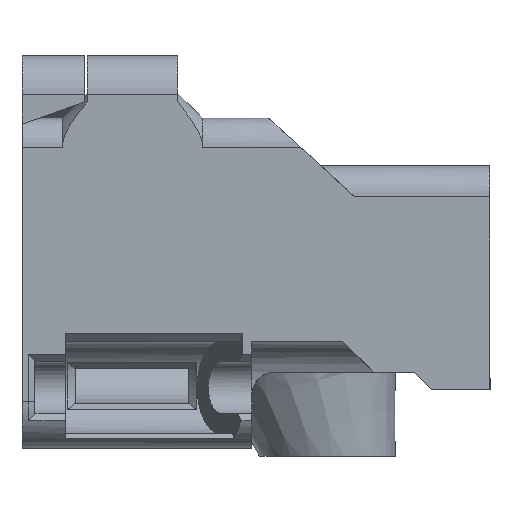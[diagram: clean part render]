
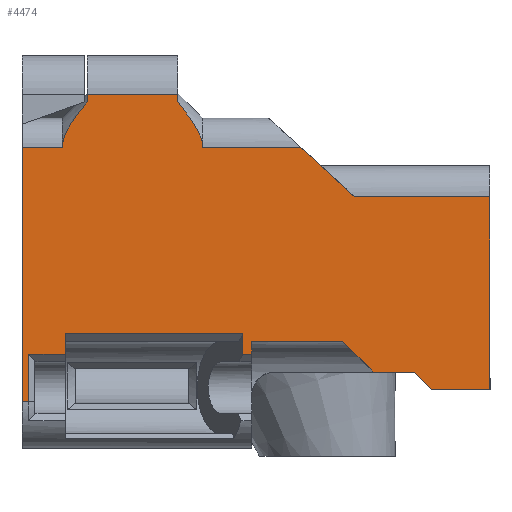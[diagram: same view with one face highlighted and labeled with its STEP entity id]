
A CAD part, left-side view. The second image highlights one B-rep face of the part: STEP entity #4474.
In plain terms, the highlighted planar face has unit normal (-1, 0, 0).
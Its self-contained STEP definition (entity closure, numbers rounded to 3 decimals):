
#65=(
BOUNDED_CURVE()
B_SPLINE_CURVE(2,(#7439,#7440,#7441),.UNSPECIFIED.,.F.,.F.)
B_SPLINE_CURVE_WITH_KNOTS((3,3),(0.339,0.678),
 .UNSPECIFIED.)
CURVE()
GEOMETRIC_REPRESENTATION_ITEM()
RATIONAL_B_SPLINE_CURVE((1.,1.192,1.))
REPRESENTATION_ITEM('')
);
#66=(
BOUNDED_CURVE()
B_SPLINE_CURVE(2,(#7454,#7455,#7456),.UNSPECIFIED.,.F.,.F.)
B_SPLINE_CURVE_WITH_KNOTS((3,3),(0.,0.339),
 .UNSPECIFIED.)
CURVE()
GEOMETRIC_REPRESENTATION_ITEM()
RATIONAL_B_SPLINE_CURVE((1.,1.192,1.))
REPRESENTATION_ITEM('')
);
#253=PLANE('',#4844);
#520=FACE_OUTER_BOUND('',#760,.T.);
#760=EDGE_LOOP('',(#4102,#4103,#4104,#4105,#4106,#4107,#4108,#4109,#4110,
#4111,#4112,#4113,#4114,#4115,#4116,#4117,#4118,#4119,#4120,#4121,#4122,
#4123,#4124,#4125));
#1020=LINE('',#6851,#1497);
#1061=LINE('',#7045,#1538);
#1176=LINE('',#7377,#1653);
#1183=LINE('',#7391,#1660);
#1185=LINE('',#7397,#1662);
#1188=LINE('',#7403,#1665);
#1189=LINE('',#7406,#1666);
#1191=LINE('',#7411,#1668);
#1194=LINE('',#7417,#1671);
#1196=LINE('',#7421,#1673);
#1197=LINE('',#7423,#1674);
#1198=LINE('',#7426,#1675);
#1199=LINE('',#7430,#1676);
#1201=LINE('',#7436,#1678);
#1202=LINE('',#7445,#1679);
#1203=LINE('',#7449,#1680);
#1208=LINE('',#7469,#1685);
#1214=LINE('',#7512,#1691);
#1216=LINE('',#7515,#1693);
#1226=LINE('',#7537,#1703);
#1227=LINE('',#7540,#1704);
#1228=LINE('',#7541,#1705);
#1497=VECTOR('',#5458,10.);
#1538=VECTOR('',#5557,10.);
#1653=VECTOR('',#5846,10.);
#1660=VECTOR('',#5855,10.);
#1662=VECTOR('',#5861,10.);
#1665=VECTOR('',#5868,10.);
#1666=VECTOR('',#5871,10.);
#1668=VECTOR('',#5877,10.);
#1671=VECTOR('',#5884,10.);
#1673=VECTOR('',#5888,10.);
#1674=VECTOR('',#5891,10.);
#1675=VECTOR('',#5894,10.);
#1676=VECTOR('',#5899,10.);
#1678=VECTOR('',#5907,10.);
#1679=VECTOR('',#5914,10.);
#1680=VECTOR('',#5919,10.);
#1685=VECTOR('',#5936,10.);
#1691=VECTOR('',#5958,10.);
#1693=VECTOR('',#5962,10.);
#1703=VECTOR('',#5984,10.);
#1704=VECTOR('',#5987,10.);
#1705=VECTOR('',#5988,10.);
#2059=VERTEX_POINT('',#6848);
#2060=VERTEX_POINT('',#6850);
#2109=VERTEX_POINT('',#7042);
#2110=VERTEX_POINT('',#7044);
#2179=VERTEX_POINT('',#7252);
#2212=VERTEX_POINT('',#7375);
#2216=VERTEX_POINT('',#7385);
#2218=VERTEX_POINT('',#7389);
#2220=VERTEX_POINT('',#7396);
#2221=VERTEX_POINT('',#7401);
#2222=VERTEX_POINT('',#7405);
#2223=VERTEX_POINT('',#7410);
#2224=VERTEX_POINT('',#7414);
#2225=VERTEX_POINT('',#7419);
#2226=VERTEX_POINT('',#7425);
#2227=VERTEX_POINT('',#7429);
#2228=VERTEX_POINT('',#7434);
#2229=VERTEX_POINT('',#7438);
#2230=VERTEX_POINT('',#7444);
#2231=VERTEX_POINT('',#7448);
#2232=VERTEX_POINT('',#7452);
#2233=VERTEX_POINT('',#7453);
#2244=VERTEX_POINT('',#7535);
#2245=VERTEX_POINT('',#7539);
#2594=EDGE_CURVE('',#2059,#2060,#1020,.T.);
#2658=EDGE_CURVE('',#2109,#2110,#1061,.T.);
#2814=EDGE_CURVE('',#2059,#2212,#1176,.F.);
#2821=EDGE_CURVE('',#2218,#2216,#1183,.T.);
#2824=EDGE_CURVE('',#2216,#2220,#1185,.T.);
#2828=EDGE_CURVE('',#2221,#2220,#1188,.T.);
#2829=EDGE_CURVE('',#2221,#2222,#1189,.T.);
#2832=EDGE_CURVE('',#2223,#2222,#1191,.T.);
#2836=EDGE_CURVE('',#2223,#2224,#1194,.T.);
#2838=EDGE_CURVE('',#2225,#2224,#1196,.T.);
#2839=EDGE_CURVE('',#2179,#2225,#1197,.T.);
#2840=EDGE_CURVE('',#2226,#2179,#1198,.T.);
#2842=EDGE_CURVE('',#2226,#2227,#1199,.T.);
#2846=EDGE_CURVE('',#2227,#2228,#1201,.T.);
#2847=EDGE_CURVE('',#2228,#2229,#65,.T.);
#2849=EDGE_CURVE('',#2230,#2229,#1202,.T.);
#2851=EDGE_CURVE('',#2230,#2231,#1203,.T.);
#2853=EDGE_CURVE('',#2232,#2233,#66,.T.);
#2860=EDGE_CURVE('',#2232,#2231,#1208,.T.);
#2869=EDGE_CURVE('',#2110,#2218,#1214,.T.);
#2871=EDGE_CURVE('',#2060,#2109,#1216,.T.);
#2882=EDGE_CURVE('',#2212,#2244,#1226,.T.);
#2883=EDGE_CURVE('',#2244,#2245,#1227,.T.);
#2884=EDGE_CURVE('',#2233,#2245,#1228,.T.);
#4102=ORIENTED_EDGE('',*,*,#2883,.T.);
#4103=ORIENTED_EDGE('',*,*,#2884,.F.);
#4104=ORIENTED_EDGE('',*,*,#2853,.F.);
#4105=ORIENTED_EDGE('',*,*,#2860,.T.);
#4106=ORIENTED_EDGE('',*,*,#2851,.F.);
#4107=ORIENTED_EDGE('',*,*,#2849,.T.);
#4108=ORIENTED_EDGE('',*,*,#2847,.F.);
#4109=ORIENTED_EDGE('',*,*,#2846,.F.);
#4110=ORIENTED_EDGE('',*,*,#2842,.F.);
#4111=ORIENTED_EDGE('',*,*,#2840,.T.);
#4112=ORIENTED_EDGE('',*,*,#2839,.T.);
#4113=ORIENTED_EDGE('',*,*,#2838,.T.);
#4114=ORIENTED_EDGE('',*,*,#2836,.F.);
#4115=ORIENTED_EDGE('',*,*,#2832,.T.);
#4116=ORIENTED_EDGE('',*,*,#2829,.F.);
#4117=ORIENTED_EDGE('',*,*,#2828,.T.);
#4118=ORIENTED_EDGE('',*,*,#2824,.F.);
#4119=ORIENTED_EDGE('',*,*,#2821,.F.);
#4120=ORIENTED_EDGE('',*,*,#2869,.F.);
#4121=ORIENTED_EDGE('',*,*,#2658,.F.);
#4122=ORIENTED_EDGE('',*,*,#2871,.F.);
#4123=ORIENTED_EDGE('',*,*,#2594,.F.);
#4124=ORIENTED_EDGE('',*,*,#2814,.T.);
#4125=ORIENTED_EDGE('',*,*,#2882,.T.);
#4474=ADVANCED_FACE('',(#520),#253,.F.);
#4844=AXIS2_PLACEMENT_3D('',#7538,#5985,#5986);
#5458=DIRECTION('',(0.,1.,0.));
#5557=DIRECTION('',(0.,1.,0.));
#5846=DIRECTION('',(0.,0.,-1.));
#5855=DIRECTION('',(0.,1.,0.));
#5861=DIRECTION('',(0.,0.,-1.));
#5868=DIRECTION('',(0.,-1.,0.));
#5871=DIRECTION('',(0.,0.,1.));
#5877=DIRECTION('',(0.,-1.,0.));
#5884=DIRECTION('',(0.,0.,-1.));
#5888=DIRECTION('',(0.,-1.,0.));
#5891=DIRECTION('',(0.,0.,1.));
#5894=DIRECTION('',(0.,-1.,0.));
#5899=DIRECTION('',(0.,0.,1.));
#5907=DIRECTION('',(0.,-1.,0.));
#5914=DIRECTION('',(0.,0.,-1.));
#5919=DIRECTION('',(0.,-1.,0.));
#5936=DIRECTION('',(0.,0.,1.));
#5958=DIRECTION('',(0.,0.707,0.707));
#5962=DIRECTION('',(0.,0.707,0.707));
#5984=DIRECTION('',(0.,1.,0.));
#5985=DIRECTION('center_axis',(1.,0.,0.));
#5986=DIRECTION('ref_axis',(0.,-1.,0.));
#5987=DIRECTION('',(0.,0.739,0.674));
#5988=DIRECTION('',(0.,-1.,0.));
#6848=CARTESIAN_POINT('',(-122.009,-4.04,45.502));
#6850=CARTESIAN_POINT('',(-122.009,-0.29,45.502));
#6851=CARTESIAN_POINT('',(-122.009,11.94,45.502));
#7042=CARTESIAN_POINT('',(-122.009,0.833,46.625));
#7044=CARTESIAN_POINT('',(-122.009,3.465,46.625));
#7045=CARTESIAN_POINT('',(-122.009,4.415,46.625));
#7252=CARTESIAN_POINT('',(-122.009,25.592,44.719));
#7375=CARTESIAN_POINT('',(-122.009,-4.04,57.879));
#7377=CARTESIAN_POINT('',(-122.009,-4.04,50.044));
#7385=CARTESIAN_POINT('',(-122.009,11.266,48.575));
#7389=CARTESIAN_POINT('',(-122.009,5.415,48.575));
#7391=CARTESIAN_POINT('',(-122.009,25.483,48.575));
#7396=CARTESIAN_POINT('',(-122.009,11.266,47.775));
#7397=CARTESIAN_POINT('',(-122.009,11.266,45.886));
#7401=CARTESIAN_POINT('',(-122.009,11.844,47.775));
#7403=CARTESIAN_POINT('',(-122.009,25.483,47.775));
#7405=CARTESIAN_POINT('',(-122.009,11.844,49.075));
#7406=CARTESIAN_POINT('',(-122.009,11.844,45.886));
#7410=CARTESIAN_POINT('',(-122.009,23.238,49.075));
#7411=CARTESIAN_POINT('',(-122.009,25.483,49.075));
#7414=CARTESIAN_POINT('',(-122.009,23.238,47.775));
#7417=CARTESIAN_POINT('',(-122.009,23.238,45.98));
#7419=CARTESIAN_POINT('',(-122.009,25.592,47.775));
#7421=CARTESIAN_POINT('',(-122.009,25.483,47.775));
#7423=CARTESIAN_POINT('',(-122.009,25.592,46.928));
#7425=CARTESIAN_POINT('',(-122.009,26.026,44.719));
#7426=CARTESIAN_POINT('',(-122.009,22.002,44.719));
#7429=CARTESIAN_POINT('',(-122.009,26.026,61.04));
#7430=CARTESIAN_POINT('',(-122.009,26.026,49.932));
#7434=CARTESIAN_POINT('',(-122.009,23.426,61.04));
#7436=CARTESIAN_POINT('',(-122.009,25.675,61.04));
#7438=CARTESIAN_POINT('',(-122.009,21.826,63.979));
#7439=CARTESIAN_POINT('Ctrl Pts',(-122.009,23.426,61.04));
#7440=CARTESIAN_POINT('Ctrl Pts',(-122.009,23.426,62.074));
#7441=CARTESIAN_POINT('Ctrl Pts',(-122.009,21.826,63.979));
#7444=CARTESIAN_POINT('',(-122.009,21.826,64.44));
#7445=CARTESIAN_POINT('',(-122.009,21.826,58.644));
#7448=CARTESIAN_POINT('',(-122.009,16.026,64.44));
#7449=CARTESIAN_POINT('',(-122.009,20.704,64.44));
#7452=CARTESIAN_POINT('',(-122.009,16.026,63.979));
#7453=CARTESIAN_POINT('',(-122.009,14.426,61.04));
#7454=CARTESIAN_POINT('Ctrl Pts',(-122.009,16.026,63.979));
#7455=CARTESIAN_POINT('Ctrl Pts',(-122.009,14.426,62.074));
#7456=CARTESIAN_POINT('Ctrl Pts',(-122.009,14.426,61.04));
#7469=CARTESIAN_POINT('',(-122.009,16.026,57.97));
#7512=CARTESIAN_POINT('',(-122.009,9.748,52.908));
#7515=CARTESIAN_POINT('',(-122.009,6.715,52.507));
#7535=CARTESIAN_POINT('',(-122.009,4.637,57.879));
#7537=CARTESIAN_POINT('',(-122.009,12.364,57.879));
#7538=CARTESIAN_POINT('Origin',(-122.009,25.483,46.625));
#7539=CARTESIAN_POINT('',(-122.009,8.104,61.04));
#7540=CARTESIAN_POINT('',(-122.009,10.73,63.434));
#7541=CARTESIAN_POINT('',(-122.009,25.675,61.04));
